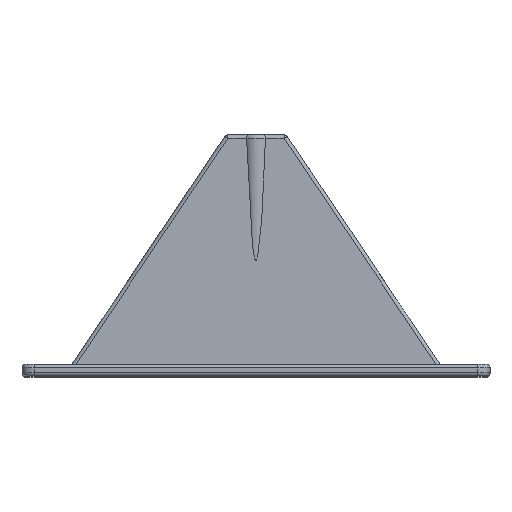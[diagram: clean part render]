
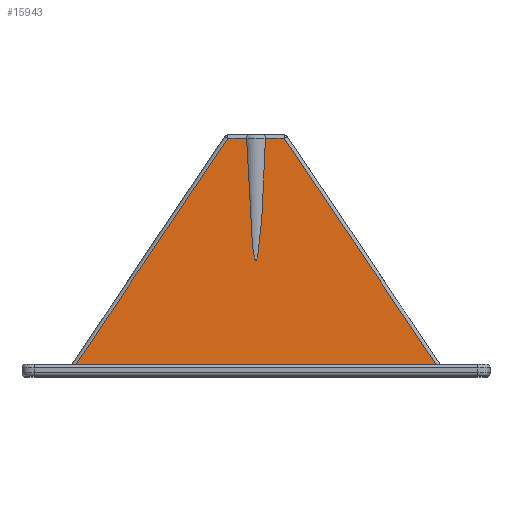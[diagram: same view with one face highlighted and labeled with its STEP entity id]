
A CAD part, top view. The second image highlights one B-rep face of the part: STEP entity #15943.
In plain terms, the highlighted planar face has unit normal (0, 0.031, 1).
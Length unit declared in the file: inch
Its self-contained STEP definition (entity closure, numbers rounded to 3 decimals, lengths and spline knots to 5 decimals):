
#1696=CARTESIAN_POINT('',(-0.15627,3.74,2.75188));
#1697=VERTEX_POINT('',#1696);
#1698=CARTESIAN_POINT('',(0.15627,3.74,2.75188));
#1699=VERTEX_POINT('',#1698);
#1700=CARTESIAN_POINT('',(0.,8.92,2.59));
#1701=DIRECTION('',(0.,0.031,1.));
#1702=DIRECTION('',(0.,-1.,0.031));
#1703=AXIS2_PLACEMENT_3D('',#1700,#1701,#1702);
#1704=ELLIPSE('',#1703,7.20351,0.225);
#1705=EDGE_CURVE('',#1697,#1699,#1704,.T.);
#7331=CARTESIAN_POINT('',(2.9821,0.0,2.86875));
#7332=VERTEX_POINT('',#7331);
#7340=CARTESIAN_POINT('',(-2.9821,0.0,2.86875));
#7341=VERTEX_POINT('',#7340);
#7342=CARTESIAN_POINT('',(-2.9821,0.0,2.86875));
#7343=DIRECTION('',(1.0,0.0,0.0));
#7344=VECTOR('',#7343,5.9642);
#7345=LINE('',#7342,#7344);
#7346=EDGE_CURVE('',#7341,#7332,#7345,.T.);
#15888=CARTESIAN_POINT('',(0.,4.54419,2.72674));
#15889=DIRECTION('',(0.,-0.031,-1.));
#15890=DIRECTION('',(-1.0,0.0,0.0));
#15891=AXIS2_PLACEMENT_3D('',#15888,#15889,#15890);
#15892=PLANE('',#15891);
#15893=ORIENTED_EDGE('',*,*,#7346,.T.);
#15894=CARTESIAN_POINT('',(0.46803,3.74187,2.75182));
#15895=VERTEX_POINT('',#15894);
#15896=CARTESIAN_POINT('',(2.9821,0.0,2.86875));
#15897=DIRECTION('',(-0.558,0.83,-0.026));
#15898=VECTOR('',#15897,4.50953);
#15899=LINE('',#15896,#15898);
#15900=EDGE_CURVE('',#7332,#15895,#15899,.T.);
#15901=ORIENTED_EDGE('',*,*,#15900,.T.);
#15902=CARTESIAN_POINT('',(0.15629,3.74187,2.75182));
#15903=VERTEX_POINT('',#15902);
#15904=CARTESIAN_POINT('',(0.46803,3.74187,2.75182));
#15905=DIRECTION('',(-1.0,0.0,0.0));
#15906=VECTOR('',#15905,0.31174);
#15907=LINE('',#15904,#15906);
#15908=EDGE_CURVE('',#15895,#15903,#15907,.T.);
#15909=ORIENTED_EDGE('',*,*,#15908,.T.);
#15910=CARTESIAN_POINT('',(0.12154,3.74075,2.75185));
#15911=DIRECTION('',(0.,-0.031,-1.));
#15912=DIRECTION('',(0.085,0.996,-0.031));
#15913=AXIS2_PLACEMENT_3D('',#15910,#15911,#15912);
#15914=ELLIPSE('',#15913,0.03809,0.03473);
#15915=EDGE_CURVE('',#15903,#1699,#15914,.T.);
#15916=ORIENTED_EDGE('',*,*,#15915,.T.);
#15917=ORIENTED_EDGE('',*,*,#1705,.F.);
#15918=CARTESIAN_POINT('',(-0.15629,3.74187,2.75182));
#15919=VERTEX_POINT('',#15918);
#15920=CARTESIAN_POINT('',(-0.12154,3.74075,2.75185));
#15921=DIRECTION('',(0.,-0.031,-1.));
#15922=DIRECTION('',(-0.085,0.996,-0.031));
#15923=AXIS2_PLACEMENT_3D('',#15920,#15921,#15922);
#15924=ELLIPSE('',#15923,0.03809,0.03473);
#15925=EDGE_CURVE('',#1697,#15919,#15924,.T.);
#15926=ORIENTED_EDGE('',*,*,#15925,.T.);
#15927=CARTESIAN_POINT('',(-0.46803,3.74187,2.75182));
#15928=VERTEX_POINT('',#15927);
#15929=CARTESIAN_POINT('',(-0.15629,3.74187,2.75182));
#15930=DIRECTION('',(-1.0,0.0,0.0));
#15931=VECTOR('',#15930,0.31174);
#15932=LINE('',#15929,#15931);
#15933=EDGE_CURVE('',#15919,#15928,#15932,.T.);
#15934=ORIENTED_EDGE('',*,*,#15933,.T.);
#15935=CARTESIAN_POINT('',(-0.46803,3.74187,2.75182));
#15936=DIRECTION('',(-0.558,-0.83,0.026));
#15937=VECTOR('',#15936,4.50953);
#15938=LINE('',#15935,#15937);
#15939=EDGE_CURVE('',#15928,#7341,#15938,.T.);
#15940=ORIENTED_EDGE('',*,*,#15939,.T.);
#15941=EDGE_LOOP('',(#15893,#15901,#15909,#15916,#15917,#15926,#15934,#15940));
#15942=FACE_OUTER_BOUND('',#15941,.T.);
#15943=ADVANCED_FACE('',(#15942),#15892,.F.);
